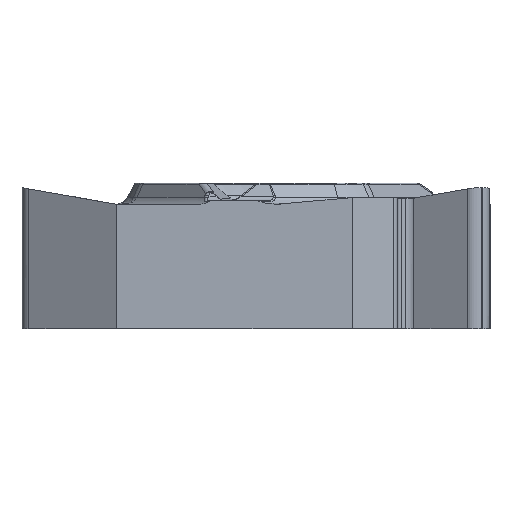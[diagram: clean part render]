
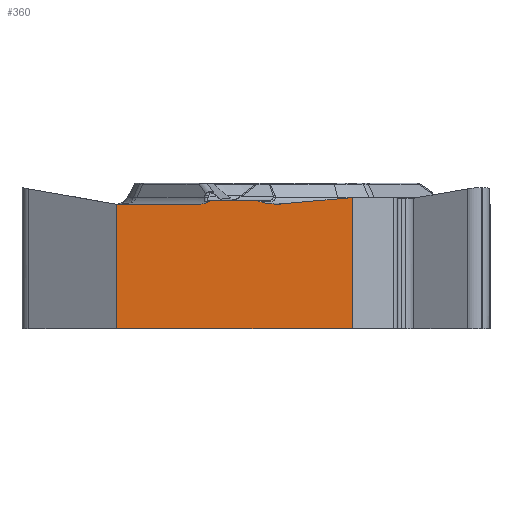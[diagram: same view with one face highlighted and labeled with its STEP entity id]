
A CAD part, left-side view. The second image highlights one B-rep face of the part: STEP entity #360.
In plain terms, the highlighted planar face has unit normal (-1, 0, 0).
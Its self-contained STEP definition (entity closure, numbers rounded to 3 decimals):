
#360=ADVANCED_FACE('',(#625),#578,.F.);
#578=PLANE('',#3583);
#625=FACE_OUTER_BOUND('',#838,.T.);
#838=EDGE_LOOP('',(#1144,#1145,#1146,#1147,#1148,#1149,#1150,#1151,#1152,
#1153,#1154,#1155));
#1064=ELLIPSE('',#3579,0.64,0.32);
#1065=ELLIPSE('',#3580,0.3,0.15);
#1066=ELLIPSE('',#3581,0.177,0.15);
#1067=ELLIPSE('',#3582,0.377,0.32);
#1144=ORIENTED_EDGE('',*,*,#2500,.F.);
#1145=ORIENTED_EDGE('',*,*,#2501,.F.);
#1146=ORIENTED_EDGE('',*,*,#2502,.F.);
#1147=ORIENTED_EDGE('',*,*,#2503,.T.);
#1148=ORIENTED_EDGE('',*,*,#2504,.T.);
#1149=ORIENTED_EDGE('',*,*,#2505,.F.);
#1150=ORIENTED_EDGE('',*,*,#2506,.F.);
#1151=ORIENTED_EDGE('',*,*,#2507,.F.);
#1152=ORIENTED_EDGE('',*,*,#2508,.F.);
#1153=ORIENTED_EDGE('',*,*,#2509,.T.);
#1154=ORIENTED_EDGE('',*,*,#2510,.T.);
#1155=ORIENTED_EDGE('',*,*,#2511,.F.);
#2190=VERTEX_POINT('',#5105);
#2191=VERTEX_POINT('',#5106);
#2192=VERTEX_POINT('',#5108);
#2193=VERTEX_POINT('',#5110);
#2194=VERTEX_POINT('',#5112);
#2195=VERTEX_POINT('',#5114);
#2196=VERTEX_POINT('',#5122);
#2197=VERTEX_POINT('',#5124);
#2198=VERTEX_POINT('',#5126);
#2199=VERTEX_POINT('',#5128);
#2200=VERTEX_POINT('',#5130);
#2201=VERTEX_POINT('',#5132);
#2500=EDGE_CURVE('',#2190,#2191,#3018,.T.);
#2501=EDGE_CURVE('',#2192,#2190,#3019,.T.);
#2502=EDGE_CURVE('',#2193,#2192,#3020,.T.);
#2503=EDGE_CURVE('',#2193,#2194,#1064,.T.);
#2504=EDGE_CURVE('',#2194,#2195,#3021,.T.);
#2505=EDGE_CURVE('',#2196,#2195,#3428,.T.);
#2506=EDGE_CURVE('',#2197,#2196,#1065,.T.);
#2507=EDGE_CURVE('',#2198,#2197,#3022,.T.);
#2508=EDGE_CURVE('',#2199,#2198,#1066,.T.);
#2509=EDGE_CURVE('',#2199,#2200,#1067,.T.);
#2510=EDGE_CURVE('',#2200,#2201,#3023,.T.);
#2511=EDGE_CURVE('',#2191,#2201,#3024,.T.);
#3018=LINE('',#5104,#3219);
#3019=LINE('',#5107,#3220);
#3020=LINE('',#5109,#3221);
#3021=LINE('',#5113,#3222);
#3022=LINE('',#5125,#3223);
#3023=LINE('',#5131,#3224);
#3024=LINE('',#5133,#3225);
#3219=VECTOR('',#3930,1.);
#3220=VECTOR('',#3931,1.);
#3221=VECTOR('',#3932,1.);
#3222=VECTOR('',#3935,1.);
#3223=VECTOR('',#3938,1.);
#3224=VECTOR('',#3943,1.);
#3225=VECTOR('',#3944,1.);
#3428=B_SPLINE_CURVE_WITH_KNOTS('',3,(#5115,#5116,#5117,#5118,#5119,#5120,
#5121),.UNSPECIFIED.,.F.,.F.,(4,3,4),(0.,0.503,1.),
 .UNSPECIFIED.);
#3579=AXIS2_PLACEMENT_3D('',#5111,#3933,#3934);
#3580=AXIS2_PLACEMENT_3D('',#5123,#3936,#3937);
#3581=AXIS2_PLACEMENT_3D('',#5127,#3939,#3940);
#3582=AXIS2_PLACEMENT_3D('',#5129,#3941,#3942);
#3583=AXIS2_PLACEMENT_3D('',#5134,#3945,#3946);
#3930=DIRECTION('',(0.,1.,0.));
#3931=DIRECTION('',(0.,0.,-1.));
#3932=DIRECTION('',(0.,-0.996,0.088));
#3933=DIRECTION('',(1.,0.,0.));
#3934=DIRECTION('',(0.,-1.,0.));
#3935=DIRECTION('',(0.,1.,0.));
#3936=DIRECTION('',(1.,0.,0.));
#3937=DIRECTION('',(0.,1.,0.));
#3938=DIRECTION('',(0.,-1.,0.));
#3939=DIRECTION('',(1.,0.,0.));
#3940=DIRECTION('',(0.,-1.,0.));
#3941=DIRECTION('',(1.,0.,0.));
#3942=DIRECTION('',(0.,-1.,0.));
#3943=DIRECTION('',(0.,1.,0.));
#3944=DIRECTION('',(0.,0.,1.));
#3945=DIRECTION('',(1.,0.,0.));
#3946=DIRECTION('',(0.,0.,-1.));
#5104=CARTESIAN_POINT('',(-4.763,-3.173,-3.97));
#5105=CARTESIAN_POINT('',(-4.763,-2.378,-3.97));
#5106=CARTESIAN_POINT('',(-4.763,4.243,-3.97));
#5107=CARTESIAN_POINT('',(-4.763,-2.378,0.));
#5108=CARTESIAN_POINT('',(-4.763,-2.378,-0.28));
#5109=CARTESIAN_POINT('',(-4.763,3.106,-0.763));
#5110=CARTESIAN_POINT('',(-4.763,-0.389,-0.455));
#5111=CARTESIAN_POINT('',(-4.763,-0.278,-0.14));
#5112=CARTESIAN_POINT('',(-4.763,-0.278,-0.46));
#5113=CARTESIAN_POINT('',(-4.763,3.173,-0.46));
#5114=CARTESIAN_POINT('',(-4.763,-0.184,-0.46));
#5115=CARTESIAN_POINT('',(-4.763,0.181,-0.4));
#5116=CARTESIAN_POINT('',(-4.763,0.123,-0.421));
#5117=CARTESIAN_POINT('',(-4.763,0.061,-0.436));
#5118=CARTESIAN_POINT('',(-4.763,0.,-0.446));
#5119=CARTESIAN_POINT('',(-4.763,-0.061,-0.455));
#5120=CARTESIAN_POINT('',(-4.763,-0.122,-0.46));
#5121=CARTESIAN_POINT('',(-4.763,-0.184,-0.46));
#5122=CARTESIAN_POINT('',(-4.763,0.181,-0.4));
#5123=CARTESIAN_POINT('',(-4.763,0.36,-0.52));
#5124=CARTESIAN_POINT('',(-4.763,0.36,-0.37));
#5125=CARTESIAN_POINT('',(-4.763,-3.173,-0.37));
#5126=CARTESIAN_POINT('',(-4.763,1.549,-0.37));
#5127=CARTESIAN_POINT('',(-4.763,1.549,-0.52));
#5128=CARTESIAN_POINT('',(-4.763,1.653,-0.399));
#5129=CARTESIAN_POINT('',(-4.763,1.875,-0.14));
#5130=CARTESIAN_POINT('',(-4.763,1.875,-0.46));
#5131=CARTESIAN_POINT('',(-4.763,-3.173,-0.46));
#5132=CARTESIAN_POINT('',(-4.763,4.243,-0.46));
#5133=CARTESIAN_POINT('',(-4.763,4.243,0.));
#5134=CARTESIAN_POINT('',(-4.763,-3.173,0.));
